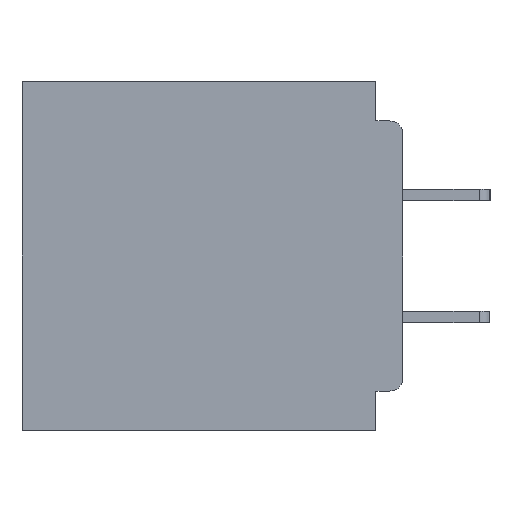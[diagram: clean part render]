
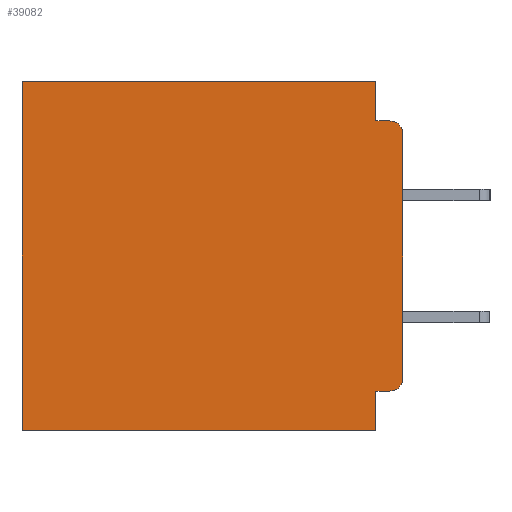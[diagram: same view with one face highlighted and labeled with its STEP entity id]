
A CAD part, left-side view. The second image highlights one B-rep face of the part: STEP entity #39082.
In plain terms, the highlighted planar face has unit normal (-1, 0, 0).
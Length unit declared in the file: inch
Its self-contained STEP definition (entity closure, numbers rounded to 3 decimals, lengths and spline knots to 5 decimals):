
#489 = VECTOR ( 'NONE', #24821, 39.37008 ) ;
#578 = LINE ( 'NONE', #47346, #20272 ) ;
#1018 = CARTESIAN_POINT ( 'NONE',  ( 0.3, 0., -0.4 ) ) ;
#1159 = CARTESIAN_POINT ( 'NONE',  ( 0.3, 0.031, 0. ) ) ;
#1514 = AXIS2_PLACEMENT_3D ( 'NONE', #45587, #34058, #10676 ) ;
#2072 = DIRECTION ( 'NONE',  ( 0., 0., -1. ) ) ;
#2996 = EDGE_CURVE ( 'NONE', #46470, #36466, #3714, .T. ) ;
#3483 = EDGE_CURVE ( 'NONE', #31457, #36466, #22065, .T. ) ;
#3692 = DIRECTION ( 'NONE',  ( 0., 0., -1. ) ) ;
#3714 = LINE ( 'NONE', #35163, #42796 ) ;
#4140 = CARTESIAN_POINT ( 'NONE',  ( 0.3, 0., 0. ) ) ;
#4419 = CARTESIAN_POINT ( 'NONE',  ( 0.3, 0.031, -0.045 ) ) ;
#4594 = ORIENTED_EDGE ( 'NONE', *, *, #9695, .T. ) ;
#4817 = VECTOR ( 'NONE', #3692, 39.37008 ) ;
#4928 = DIRECTION ( 'NONE',  ( 0., 0., -1. ) ) ;
#5870 = CARTESIAN_POINT ( 'NONE',  ( 0.3, 0.031, 0. ) ) ;
#5981 = AXIS2_PLACEMENT_3D ( 'NONE', #48788, #25542, #2072 ) ;
#6471 = FACE_OUTER_BOUND ( 'NONE', #22138, .T. ) ;
#6706 = PLANE ( 'NONE',  #1514 ) ;
#8780 = ORIENTED_EDGE ( 'NONE', *, *, #50565, .F. ) ;
#8888 = VERTEX_POINT ( 'NONE', #11173 ) ;
#9695 = EDGE_CURVE ( 'NONE', #8888, #26023, #42115, .T. ) ;
#10153 = CARTESIAN_POINT ( 'NONE',  ( 0.3, 0.031, -0.355 ) ) ;
#10676 = DIRECTION ( 'NONE',  ( 0., 0., -1. ) ) ;
#11173 = CARTESIAN_POINT ( 'NONE',  ( 0.3, 0.437, 0. ) ) ;
#11206 = VECTOR ( 'NONE', #21634, 39.37008 ) ;
#11247 = ORIENTED_EDGE ( 'NONE', *, *, #3483, .T. ) ;
#12342 = CARTESIAN_POINT ( 'NONE',  ( 0.3, 0., -0.06 ) ) ;
#12585 = LINE ( 'NONE', #1018, #32112 ) ;
#12903 = EDGE_CURVE ( 'NONE', #24092, #22725, #48462, .T. ) ;
#13110 = ORIENTED_EDGE ( 'NONE', *, *, #2996, .F. ) ;
#13736 = CARTESIAN_POINT ( 'NONE',  ( 0.3, 0.437, -0.4 ) ) ;
#13958 = EDGE_CURVE ( 'NONE', #46061, #46470, #33178, .T. ) ;
#16294 = ORIENTED_EDGE ( 'NONE', *, *, #39364, .F. ) ;
#16714 = DIRECTION ( 'NONE',  ( 0., 1., 0. ) ) ;
#17596 = VERTEX_POINT ( 'NONE', #10153 ) ;
#17767 = CARTESIAN_POINT ( 'NONE',  ( 0.3, 0.031, -0.4 ) ) ;
#17778 = DIRECTION ( 'NONE',  ( 0., 0., -1. ) ) ;
#17831 = DIRECTION ( 'NONE',  ( -1., 0., 0. ) ) ;
#19008 = CARTESIAN_POINT ( 'NONE',  ( 0.3, 0., -0.34 ) ) ;
#20072 = CARTESIAN_POINT ( 'NONE',  ( 0.3, 0.015, -0.355 ) ) ;
#20272 = VECTOR ( 'NONE', #31894, 39.37008 ) ;
#20915 = CARTESIAN_POINT ( 'NONE',  ( 0.3, 0.031, -0.4 ) ) ;
#21453 = VECTOR ( 'NONE', #4928, 39.37008 ) ;
#21568 = CARTESIAN_POINT ( 'NONE',  ( 0.3, 0.015, -0.06 ) ) ;
#21634 = DIRECTION ( 'NONE',  ( 0., 0., -1. ) ) ;
#22065 = CIRCLE ( 'NONE', #38800, 0.015 ) ;
#22138 = EDGE_LOOP ( 'NONE', ( #8780, #11247, #13110, #24727, #30882, #4594, #16294, #39420, #32732, #38832 ) ) ;
#22725 = VERTEX_POINT ( 'NONE', #19008 ) ;
#24092 = VERTEX_POINT ( 'NONE', #20072 ) ;
#24727 = ORIENTED_EDGE ( 'NONE', *, *, #13958, .F. ) ;
#24821 = DIRECTION ( 'NONE',  ( 0., 0., -1. ) ) ;
#25542 = DIRECTION ( 'NONE',  ( -1., 0., 0. ) ) ;
#26023 = VERTEX_POINT ( 'NONE', #13736 ) ;
#26834 = LINE ( 'NONE', #27130, #4817 ) ;
#27130 = CARTESIAN_POINT ( 'NONE',  ( 0.3, 0., -0.4 ) ) ;
#28339 = CARTESIAN_POINT ( 'NONE',  ( 0.3, 0.437, -0.4 ) ) ;
#29159 = CARTESIAN_POINT ( 'NONE',  ( 0.3, 0.015, -0.045 ) ) ;
#29323 = EDGE_CURVE ( 'NONE', #46061, #8888, #45423, .T. ) ;
#30882 = ORIENTED_EDGE ( 'NONE', *, *, #29323, .T. ) ;
#31457 = VERTEX_POINT ( 'NONE', #12342 ) ;
#31494 = DIRECTION ( 'NONE',  ( 0., 1., 0. ) ) ;
#31739 = LINE ( 'NONE', #20915, #489 ) ;
#31894 = DIRECTION ( 'NONE',  ( 0., 1., 0. ) ) ;
#32096 = EDGE_CURVE ( 'NONE', #24092, #17596, #578, .T. ) ;
#32112 = VECTOR ( 'NONE', #16714, 39.37008 ) ;
#32732 = ORIENTED_EDGE ( 'NONE', *, *, #32096, .F. ) ;
#33178 = LINE ( 'NONE', #5870, #11206 ) ;
#34058 = DIRECTION ( 'NONE',  ( 1., 0., 0. ) ) ;
#35105 = VECTOR ( 'NONE', #31494, 39.37008 ) ;
#35163 = CARTESIAN_POINT ( 'NONE',  ( 0.3, 0., -0.045 ) ) ;
#35609 = EDGE_CURVE ( 'NONE', #17596, #49177, #31739, .T. ) ;
#36466 = VERTEX_POINT ( 'NONE', #29159 ) ;
#38800 = AXIS2_PLACEMENT_3D ( 'NONE', #21568, #17831, #17778 ) ;
#38832 = ORIENTED_EDGE ( 'NONE', *, *, #12903, .T. ) ;
#39082 = ADVANCED_FACE ( 'NONE', ( #6471 ), #6706, .F. ) ;
#39364 = EDGE_CURVE ( 'NONE', #49177, #26023, #12585, .T. ) ;
#39420 = ORIENTED_EDGE ( 'NONE', *, *, #35609, .F. ) ;
#42115 = LINE ( 'NONE', #28339, #21453 ) ;
#42796 = VECTOR ( 'NONE', #49320, 39.37008 ) ;
#45423 = LINE ( 'NONE', #4140, #35105 ) ;
#45587 = CARTESIAN_POINT ( 'NONE',  ( 0.3, 0., -0.4 ) ) ;
#46061 = VERTEX_POINT ( 'NONE', #1159 ) ;
#46470 = VERTEX_POINT ( 'NONE', #4419 ) ;
#47346 = CARTESIAN_POINT ( 'NONE',  ( 0.3, 0., -0.355 ) ) ;
#48462 = CIRCLE ( 'NONE', #5981, 0.015 ) ;
#48788 = CARTESIAN_POINT ( 'NONE',  ( 0.3, 0.015, -0.34 ) ) ;
#49177 = VERTEX_POINT ( 'NONE', #17767 ) ;
#49320 = DIRECTION ( 'NONE',  ( 0., -1., 0. ) ) ;
#50565 = EDGE_CURVE ( 'NONE', #31457, #22725, #26834, .T. ) ;
